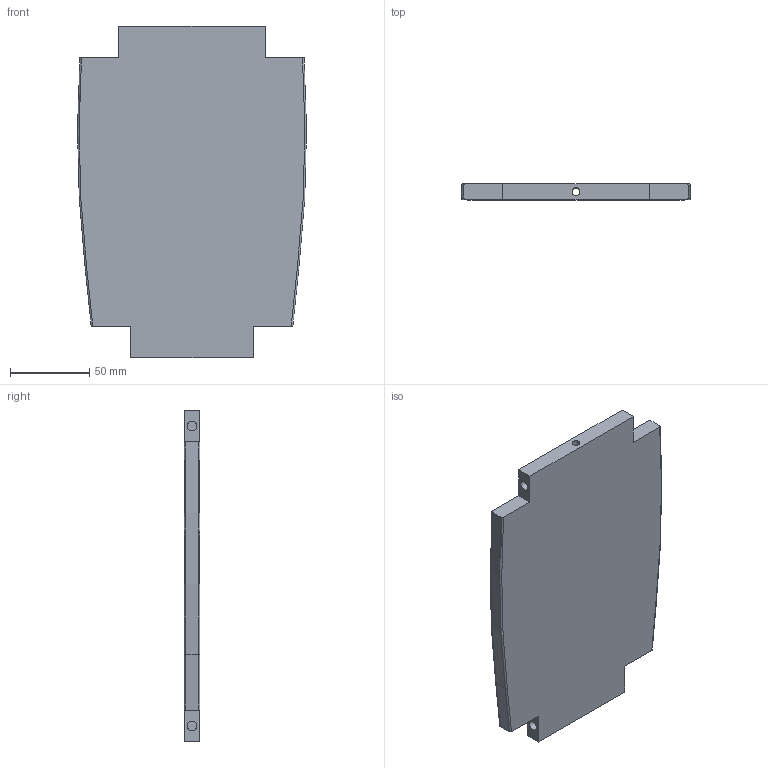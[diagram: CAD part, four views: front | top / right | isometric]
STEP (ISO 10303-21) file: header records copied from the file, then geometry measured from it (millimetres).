
FILE_DESCRIPTION(/* description */ (''),/* implementation_level */ '2;1');
FILE_NAME(/* name */ 'bridge.stp',/* time_stamp */ '2023-07-06T13:43:18-07:00',/* author */ ('devan'),/* organization */ (''),/* preprocessor_version */ 'ST-DEVELOPER v19.2',/* originating_system */ 'Autodesk Inventor 2024',/* authorisation */ '');
FILE_SCHEMA (('AUTOMOTIVE_DESIGN { 1 0 10303 214 3 1 1 }'));
Length unit declared in the file: millimetre
Products named in the file (1): Part1
Bounding box: 144.34 x 10 x 209 mm (x, y, z)
Volume: 263712.3 mm3; surface area: 64885.7 mm2
Topology: 1 solids, 1 shells, 33 faces, 77 edges, 50 vertices
Faces by surface type: plane 18, cylinder 11, torus 4
Full cylindrical faces by diameter (mm): 5 x1, 6 x4
Entity records: 1152 total; most frequent: CARTESIAN_POINT 341, DIRECTION 159, ORIENTED_EDGE 154, EDGE_CURVE 77, AXIS2_PLACEMENT_3D 56, VERTEX_POINT 50, LINE 47, VECTOR 47
